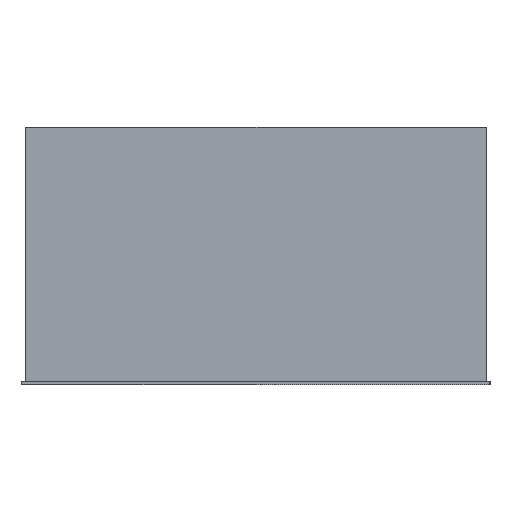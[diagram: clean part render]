
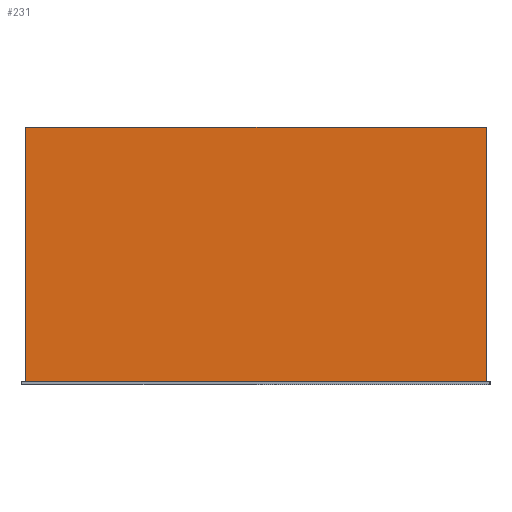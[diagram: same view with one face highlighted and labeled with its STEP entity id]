
A CAD part, left-side view. The second image highlights one B-rep face of the part: STEP entity #231.
In plain terms, the highlighted planar face has unit normal (-1, 0, 0).
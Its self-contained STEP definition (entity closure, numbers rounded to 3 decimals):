
#231=ADVANCED_FACE('',(#283),#257,.T.);
#257=PLANE('',#720);
#283=FACE_OUTER_BOUND('',#309,.T.);
#309=EDGE_LOOP('',(#391,#392,#393,#394));
#391=ORIENTED_EDGE('',*,*,#547,.T.);
#392=ORIENTED_EDGE('',*,*,#551,.F.);
#393=ORIENTED_EDGE('',*,*,#552,.F.);
#394=ORIENTED_EDGE('',*,*,#528,.T.);
#477=VERTEX_POINT('',#909);
#478=VERTEX_POINT('',#910);
#492=VERTEX_POINT('',#944);
#495=VERTEX_POINT('',#954);
#528=EDGE_CURVE('',#477,#478,#596,.T.);
#547=EDGE_CURVE('',#478,#492,#615,.T.);
#551=EDGE_CURVE('',#495,#492,#619,.T.);
#552=EDGE_CURVE('',#477,#495,#620,.T.);
#596=LINE('',#908,#664);
#615=LINE('',#945,#683);
#619=LINE('',#953,#687);
#620=LINE('',#955,#688);
#664=VECTOR('',#777,1.);
#683=VECTOR('',#800,1.);
#687=VECTOR('',#808,1.);
#688=VECTOR('',#809,1.);
#720=AXIS2_PLACEMENT_3D('',#956,#810,#811);
#777=DIRECTION('',(0.,-1.,0.));
#800=DIRECTION('',(0.,0.,1.));
#808=DIRECTION('',(0.,-1.,0.));
#809=DIRECTION('',(0.,0.,1.));
#810=DIRECTION('',(-1.,0.,0.));
#811=DIRECTION('',(0.,1.,0.));
#908=CARTESIAN_POINT('',(-1.005,0.625,0.086));
#909=CARTESIAN_POINT('',(-1.005,0.625,0.086));
#910=CARTESIAN_POINT('',(-1.005,-0.625,0.086));
#944=CARTESIAN_POINT('',(-1.005,-0.625,0.776));
#945=CARTESIAN_POINT('',(-1.005,-0.625,0.086));
#953=CARTESIAN_POINT('',(-1.005,0.625,0.776));
#954=CARTESIAN_POINT('',(-1.005,0.625,0.776));
#955=CARTESIAN_POINT('',(-1.005,0.625,0.086));
#956=CARTESIAN_POINT('',(-1.005,0.625,0.076));
